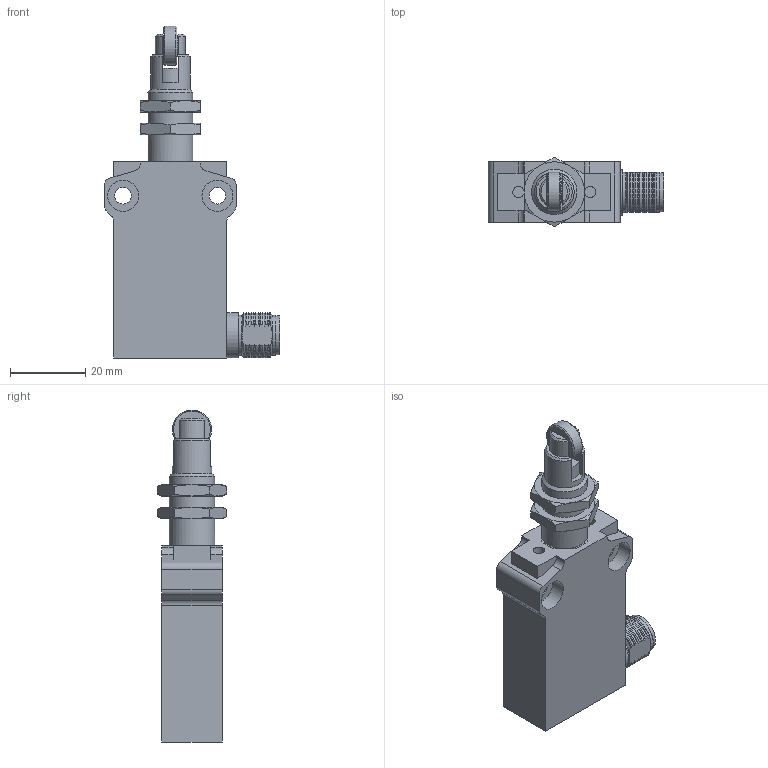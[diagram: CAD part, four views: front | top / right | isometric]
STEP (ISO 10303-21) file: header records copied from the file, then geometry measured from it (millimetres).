
FILE_DESCRIPTION (( 'STEP AP214' ), '1' );
FILE_NAME ('AEM2G2401Z11MR.STEP', '2020-05-21T13:08:33', ( '' ), ( '' ), 'SwSTEP 2.0', 'SolidWorks 2019', '' );
FILE_SCHEMA (( 'AUTOMOTIVE_DESIGN' ));
Length unit declared in the file: inch
Products named in the file (1): AEM2G2401Z11MR
Bounding box: 46.5 x 18.48 x 88 mm (x, y, z)
Volume: 29260.1 mm3; surface area: 11865.1 mm2
Topology: 7 solids, 7 shells, 199 faces, 485 edges, 311 vertices
Faces by surface type: plane 83, cone 63, cylinder 53
Full cylindrical faces by diameter (mm): 3 x2, 4.4 x2, 5.6 x2, 7.95 x1, 8.05 x1, 8.2 x4, 10.3 x1, 10.4 x1, 10.5 x1, 10.6 x2, 12 x4
Entity records: 8589 total; most frequent: CARTESIAN_POINT 1418, ORIENTED_EDGE 912, DIRECTION 902, EDGE_CURVE 456, AXIS2_PLACEMENT_3D 366, VERTEX_POINT 306, EDGE_LOOP 242, FACE_OUTER_BOUND 220
